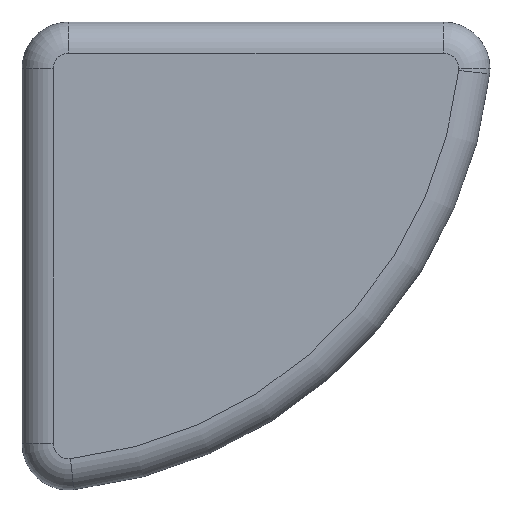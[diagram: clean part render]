
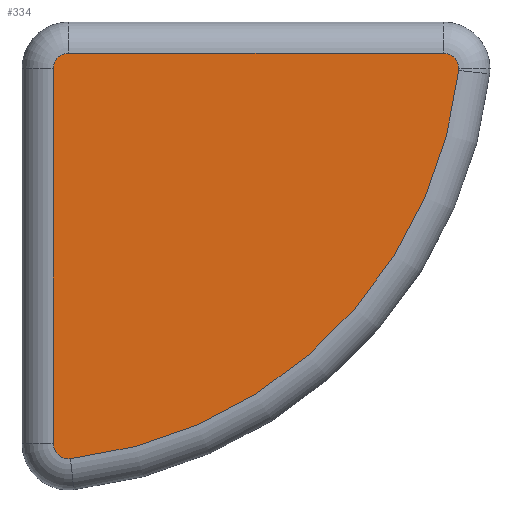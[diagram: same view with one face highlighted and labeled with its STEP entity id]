
A CAD part, top view. The second image highlights one B-rep face of the part: STEP entity #334.
In plain terms, the highlighted planar face has unit normal (0, 0, 1).
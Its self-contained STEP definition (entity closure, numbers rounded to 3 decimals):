
#14 = EDGE_CURVE ( 'NONE', #299, #1730, #1139, .T. ) ;
#30 = CARTESIAN_POINT ( 'NONE',  ( -14.9, 12.9, 3. ) ) ;
#31 = VERTEX_POINT ( 'NONE', #2045 ) ;
#43 = LINE ( 'NONE', #30, #1990 ) ;
#139 = DIRECTION ( 'NONE',  ( 1., 0., 0. ) ) ;
#201 = DIRECTION ( 'NONE',  ( -1., 0., 0. ) ) ;
#207 = ORIENTED_EDGE ( 'NONE', *, *, #2023, .F. ) ;
#259 = CIRCLE ( 'NONE', #1559, 28.2 ) ;
#298 = DIRECTION ( 'NONE',  ( 0., 0., -1. ) ) ;
#299 = VERTEX_POINT ( 'NONE', #514 ) ;
#314 = EDGE_CURVE ( 'NONE', #467, #1542, #1660, .T. ) ;
#326 = EDGE_LOOP ( 'NONE', ( #207, #1327, #473, #859, #545, #1023, #1852 ) ) ;
#334 = ADVANCED_FACE ( 'NONE', ( #713 ), #1803, .T. ) ;
#336 = CIRCLE ( 'NONE', #1408, 1. ) ;
#349 = DIRECTION ( 'NONE',  ( 0., 0., -1. ) ) ;
#467 = VERTEX_POINT ( 'NONE', #1889 ) ;
#473 = ORIENTED_EDGE ( 'NONE', *, *, #314, .F. ) ;
#514 = CARTESIAN_POINT ( 'NONE',  ( -12.9, 11.9, 3. ) ) ;
#540 = AXIS2_PLACEMENT_3D ( 'NONE', #1493, #349, #1322 ) ;
#545 = ORIENTED_EDGE ( 'NONE', *, *, #1018, .T. ) ;
#662 = LINE ( 'NONE', #1678, #1021 ) ;
#713 = FACE_OUTER_BOUND ( 'NONE', #326, .T. ) ;
#775 = CARTESIAN_POINT ( 'NONE',  ( -11.9, 12.9, 3. ) ) ;
#778 = CARTESIAN_POINT ( 'NONE',  ( -14.9, 14.9, 3. ) ) ;
#786 = CARTESIAN_POINT ( 'NONE',  ( 13.128, 11.79, 3. ) ) ;
#795 = CARTESIAN_POINT ( 'NONE',  ( -11.9, 11.9, 3. ) ) ;
#806 = CIRCLE ( 'NONE', #849, 1. ) ;
#849 = AXIS2_PLACEMENT_3D ( 'NONE', #1264, #298, #1437 ) ;
#859 = ORIENTED_EDGE ( 'NONE', *, *, #2079, .F. ) ;
#863 = EDGE_CURVE ( 'NONE', #1655, #1542, #259, .T. ) ;
#939 = DIRECTION ( 'NONE',  ( 1., 0., 0. ) ) ;
#956 = DIRECTION ( 'NONE',  ( 0., 0., -1. ) ) ;
#971 = DIRECTION ( 'NONE',  ( 1., 0., 0. ) ) ;
#1018 = EDGE_CURVE ( 'NONE', #2033, #1730, #43, .T. ) ;
#1021 = VECTOR ( 'NONE', #1857, 1000. ) ;
#1023 = ORIENTED_EDGE ( 'NONE', *, *, #14, .F. ) ;
#1099 = EDGE_CURVE ( 'NONE', #299, #31, #662, .T. ) ;
#1109 = DIRECTION ( 'NONE',  ( 0., 0., -1. ) ) ;
#1139 = CIRCLE ( 'NONE', #1798, 1. ) ;
#1264 = CARTESIAN_POINT ( 'NONE',  ( -11.9, -12.134, 3. ) ) ;
#1300 = CARTESIAN_POINT ( 'NONE',  ( -14.9, 14.9, 3. ) ) ;
#1322 = DIRECTION ( 'NONE',  ( 1., 0., 0. ) ) ;
#1327 = ORIENTED_EDGE ( 'NONE', *, *, #863, .T. ) ;
#1408 = AXIS2_PLACEMENT_3D ( 'NONE', #2108, #1109, #139 ) ;
#1437 = DIRECTION ( 'NONE',  ( 1., 0., 0. ) ) ;
#1493 = CARTESIAN_POINT ( 'NONE',  ( 12.134, 11.9, 3. ) ) ;
#1532 = AXIS2_PLACEMENT_3D ( 'NONE', #1300, #2125, #971 ) ;
#1542 = VERTEX_POINT ( 'NONE', #786 ) ;
#1559 = AXIS2_PLACEMENT_3D ( 'NONE', #778, #1947, #939 ) ;
#1655 = VERTEX_POINT ( 'NONE', #2081 ) ;
#1660 = CIRCLE ( 'NONE', #540, 1. ) ;
#1678 = CARTESIAN_POINT ( 'NONE',  ( -12.9, -15.3, 3. ) ) ;
#1730 = VERTEX_POINT ( 'NONE', #775 ) ;
#1758 = CARTESIAN_POINT ( 'NONE',  ( 12.134, 12.9, 3. ) ) ;
#1798 = AXIS2_PLACEMENT_3D ( 'NONE', #795, #956, #1963 ) ;
#1803 = PLANE ( 'NONE',  #1532 ) ;
#1852 = ORIENTED_EDGE ( 'NONE', *, *, #1099, .T. ) ;
#1857 = DIRECTION ( 'NONE',  ( 0., -1., 0. ) ) ;
#1889 = CARTESIAN_POINT ( 'NONE',  ( 13.134, 11.9, 3. ) ) ;
#1947 = DIRECTION ( 'NONE',  ( 0., 0., 1. ) ) ;
#1963 = DIRECTION ( 'NONE',  ( 1., 0., 0. ) ) ;
#1990 = VECTOR ( 'NONE', #201, 1000. ) ;
#2023 = EDGE_CURVE ( 'NONE', #1655, #31, #806, .T. ) ;
#2033 = VERTEX_POINT ( 'NONE', #1758 ) ;
#2045 = CARTESIAN_POINT ( 'NONE',  ( -12.9, -12.134, 3. ) ) ;
#2079 = EDGE_CURVE ( 'NONE', #2033, #467, #336, .T. ) ;
#2081 = CARTESIAN_POINT ( 'NONE',  ( -11.79, -13.128, 3. ) ) ;
#2108 = CARTESIAN_POINT ( 'NONE',  ( 12.134, 11.9, 3. ) ) ;
#2125 = DIRECTION ( 'NONE',  ( 0., 0., 1. ) ) ;
